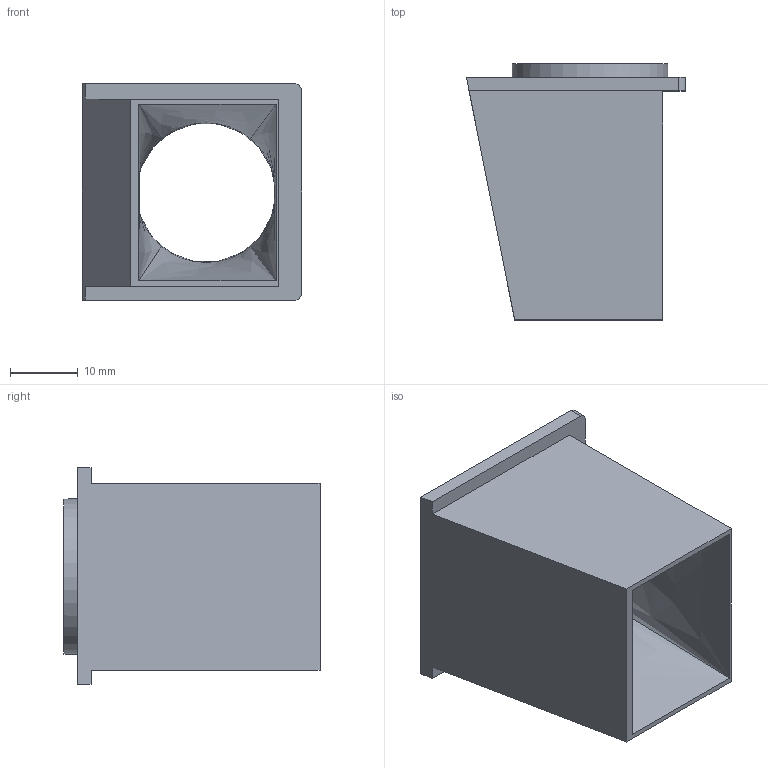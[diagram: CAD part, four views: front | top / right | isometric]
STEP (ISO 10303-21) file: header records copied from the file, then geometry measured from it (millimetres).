
FILE_DESCRIPTION(/* description */ (''),/* implementation_level */ '2;1');
FILE_NAME(/* name */ 'Spout Interface.step',/* time_stamp */ '2023-09-09T10:16:00-07:00',/* author */ (''),/* organization */ (''),/* preprocessor_version */ 'ST-DEVELOPER v20',/* originating_system */ 'Autodesk Translation Framework v12.9.0.99',/* authorisation */ '');
FILE_SCHEMA (('AUTOMOTIVE_DESIGN { 1 0 10303 214 3 1 1 }'));
Length unit declared in the file: millimetre
Products named in the file (1): Spout Interface
Bounding box: 32.4 x 37.86 x 32 mm (x, y, z)
Volume: 10598.1 mm3; surface area: 7914.9 mm2
Topology: 1 solids, 1 shells, 19 faces, 52 edges, 36 vertices
Faces by surface type: plane 11, bspline 4, cone 2, cylinder 2
Entity records: 773 total; most frequent: CARTESIAN_POINT 250, ORIENTED_EDGE 104, DIRECTION 96, EDGE_CURVE 52, VERTEX_POINT 36, LINE 32, VECTOR 32, AXIS2_PLACEMENT_3D 32
